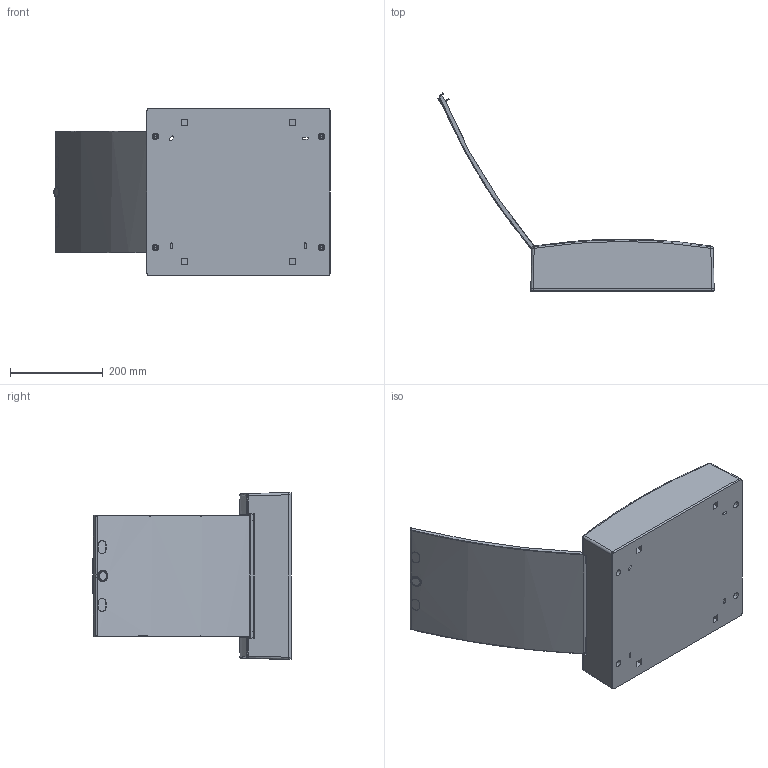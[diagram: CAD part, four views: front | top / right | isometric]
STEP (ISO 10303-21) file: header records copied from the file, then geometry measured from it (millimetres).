
FILE_DESCRIPTION(/* description */ ('Unknown'),/* implementation_level */ '2;1');
FILE_NAME(/* name */ 'ECT_2x18_PO_Media_Empty',/* time_stamp */ '2020-05-22T11:58:07+02:00',/* author */ ('Unknown'),/* organization */ ('Unknown'),/* preprocessor_version */ 'ST-DEVELOPER v16.7',/* originating_system */ 'DEX',/* authorisation */ $);
FILE_SCHEMA (('AUTOMOTIVE_DESIGN {1 0 10303 214 3 1 1}'));
Length unit declared in the file: millimetre
Products named in the file (6): ECT_2x18_PO_Media_Empty; Front_ECT_2x18; Door_ECT_2x18; Bottom_ECT_2x18; Pin; ETI LOGO
Assembly tree (8 placements, depth 2):
  ECT_2x18_PO_Media_Empty
    Front_ECT_2x18
    Door_ECT_2x18
    Bottom_ECT_2x18
    Pin  x4
    ETI LOGO
Bounding box: 596.43 x 427.62 x 360.6 mm (x, y, z)
Volume: 1416777.9 mm3; surface area: 1027466.2 mm2
Topology: 10 solids, 10 shells, 817 faces, 2131 edges, 1409 vertices
Faces by surface type: plane 523, cylinder 142, cone 138, bspline 10, sphere 4
Full cylindrical faces by diameter (mm): 12.2 x4
Entity records: 21856 total; most frequent: CARTESIAN_POINT 4724, DIRECTION 3526, ORIENTED_EDGE 3476, EDGE_CURVE 1738, AXIS2_PLACEMENT_3D 1249, VERTEX_POINT 1171, LINE 1028, VECTOR 1028
